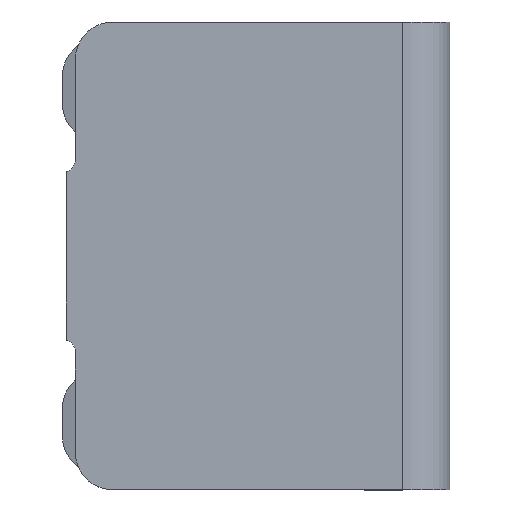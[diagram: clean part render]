
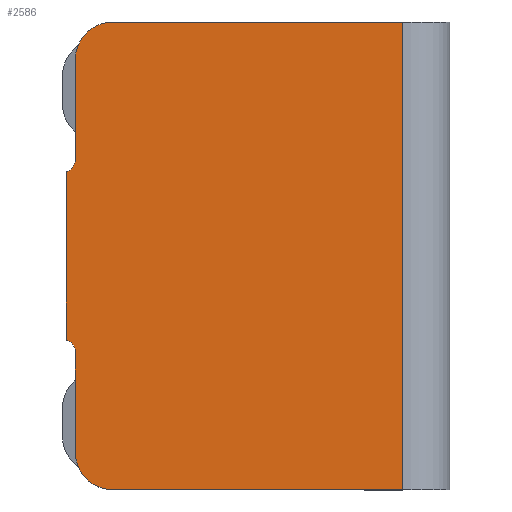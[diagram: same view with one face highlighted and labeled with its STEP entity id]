
A CAD part, top view. The second image highlights one B-rep face of the part: STEP entity #2586.
In plain terms, the highlighted planar face has unit normal (0, 0, 1).
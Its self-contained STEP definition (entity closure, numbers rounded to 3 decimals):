
#91=CARTESIAN_POINT('',(-3.63,-1.026,0.2));
#92=DIRECTION('',(0.,0.,-1.));
#93=DIRECTION('',(0.231,0.973,0.));
#94=AXIS2_PLACEMENT_3D('',#91,#92,#93);
#121=CARTESIAN_POINT('',(-3.63,1.026,0.2));
#122=DIRECTION('',(0.,0.,-1.));
#123=DIRECTION('',(1.,0.,0.));
#124=AXIS2_PLACEMENT_3D('',#121,#122,#123);
#1121=CARTESIAN_POINT('',(-3.1,-2.1,0.2));
#1122=DIRECTION('',(0.,0.,1.));
#1123=DIRECTION('',(-1.,0.,0.));
#1124=AXIS2_PLACEMENT_3D('',#1121,#1122,#1123);
#1129=DIRECTION('',(0.,-1.,0.));
#1130=VECTOR('',#1129,1.074);
#1131=CARTESIAN_POINT('',(-3.5,-1.026,0.2));
#1132=LINE('',#1131,#1130);
#1136=DIRECTION('',(0.,-1.,0.));
#1137=VECTOR('',#1136,1.8);
#1138=CARTESIAN_POINT('',(-3.6,0.9,0.2));
#1139=LINE('',#1138,#1137);
#1143=DIRECTION('',(0.,-1.,0.));
#1144=VECTOR('',#1143,1.074);
#1145=CARTESIAN_POINT('',(-3.5,2.1,0.2));
#1146=LINE('',#1145,#1144);
#1150=CARTESIAN_POINT('',(-3.1,2.1,0.2));
#1151=DIRECTION('',(0.,0.,1.));
#1152=DIRECTION('',(0.,1.,0.));
#1153=AXIS2_PLACEMENT_3D('',#1150,#1151,#1152);
#1158=DIRECTION('',(-1.,0.,0.));
#1159=VECTOR('',#1158,3.1);
#1160=CARTESIAN_POINT('',(0.,2.5,0.2));
#1161=LINE('',#1160,#1159);
#1165=DIRECTION('',(0.,1.,0.));
#1166=VECTOR('',#1165,5.);
#1167=CARTESIAN_POINT('',(0.,-2.5,0.2));
#1168=LINE('',#1167,#1166);
#1172=DIRECTION('',(1.,0.,0.));
#1173=VECTOR('',#1172,3.1);
#1174=CARTESIAN_POINT('',(-3.1,-2.5,0.2));
#1175=LINE('',#1174,#1173);
#1205=CARTESIAN_POINT('',(0.,2.5,0.2));
#1206=VERTEX_POINT('',#1205);
#1215=CARTESIAN_POINT('',(0.,-2.5,0.2));
#1216=VERTEX_POINT('',#1215);
#1314=CARTESIAN_POINT('',(-3.5,-1.026,0.2));
#1316=VERTEX_POINT('',#1314);
#1318=CARTESIAN_POINT('',(-3.6,-0.9,0.2));
#1320=VERTEX_POINT('',#1318);
#1322=CARTESIAN_POINT('',(-3.6,0.9,0.2));
#1324=VERTEX_POINT('',#1322);
#1326=CARTESIAN_POINT('',(-3.5,1.026,0.2));
#1328=VERTEX_POINT('',#1326);
#1365=CARTESIAN_POINT('',(-3.5,-2.1,0.2));
#1366=VERTEX_POINT('',#1365);
#1367=CARTESIAN_POINT('',(-3.1,-2.5,0.2));
#1368=VERTEX_POINT('',#1367);
#1373=CARTESIAN_POINT('',(-3.1,2.5,0.2));
#1374=VERTEX_POINT('',#1373);
#1375=CARTESIAN_POINT('',(-3.5,2.1,0.2));
#1376=VERTEX_POINT('',#1375);
#2568=CARTESIAN_POINT('',(0.,0.,0.2));
#2569=DIRECTION('',(0.,0.,1.));
#2570=DIRECTION('',(1.,0.,0.));
#2571=AXIS2_PLACEMENT_3D('',#2568,#2569,#2570);
#2572=PLANE('',#2571);
#2573=ORIENTED_EDGE('',*,*,#1413,.F.);
#2574=ORIENTED_EDGE('',*,*,#1429,.F.);
#2575=ORIENTED_EDGE('',*,*,#1443,.F.);
#2576=ORIENTED_EDGE('',*,*,#1457,.F.);
#2577=ORIENTED_EDGE('',*,*,#1471,.F.);
#2578=ORIENTED_EDGE('',*,*,#1483,.F.);
#2579=ORIENTED_EDGE('',*,*,#1498,.F.);
#2580=ORIENTED_EDGE('',*,*,#1513,.F.);
#2581=ORIENTED_EDGE('',*,*,#2562,.F.);
#2583=ORIENTED_EDGE('',*,*,#2582,.F.);
#2584=EDGE_LOOP('',(#2573,#2574,#2575,#2576,#2577,#2578,#2579,#2580,#2581,
#2583));
#2585=FACE_OUTER_BOUND('',#2584,.F.);
#95=CIRCLE('',#94,0.13);
#125=CIRCLE('',#124,0.13);
#1125=CIRCLE('',#1124,0.4);
#1154=CIRCLE('',#1153,0.4);
#1413=EDGE_CURVE('',#1366,#1368,#1125,.T.);
#1429=EDGE_CURVE('',#1316,#1366,#1132,.T.);
#1443=EDGE_CURVE('',#1320,#1316,#95,.T.);
#1457=EDGE_CURVE('',#1324,#1320,#1139,.T.);
#1471=EDGE_CURVE('',#1328,#1324,#125,.T.);
#1483=EDGE_CURVE('',#1376,#1328,#1146,.T.);
#1498=EDGE_CURVE('',#1374,#1376,#1154,.T.);
#1513=EDGE_CURVE('',#1206,#1374,#1161,.T.);
#2562=EDGE_CURVE('',#1216,#1206,#1168,.T.);
#2582=EDGE_CURVE('',#1368,#1216,#1175,.T.);
#2586=ADVANCED_FACE('',(#2585),#2572,.T.);
